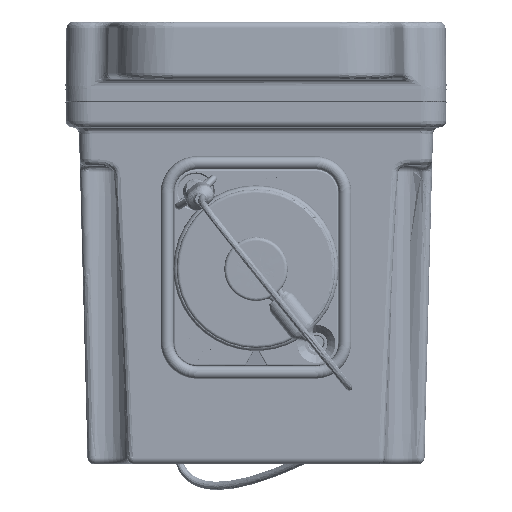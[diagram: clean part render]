
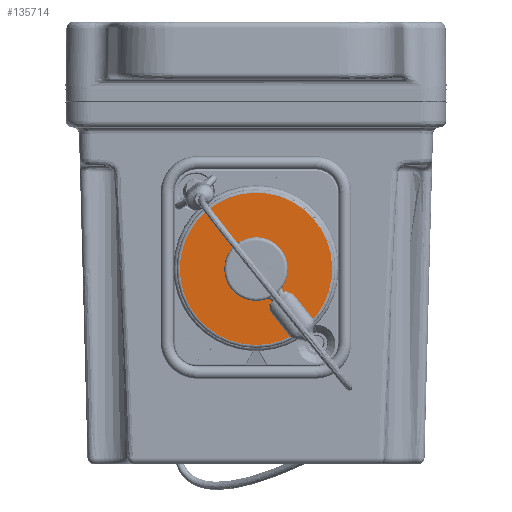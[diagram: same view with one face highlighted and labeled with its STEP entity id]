
A CAD part, left-side view. The second image highlights one B-rep face of the part: STEP entity #135714.
In plain terms, the highlighted planar face has unit normal (-1, 0, -0.026).
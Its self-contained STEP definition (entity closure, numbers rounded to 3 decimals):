
#35694=DIRECTION('',(0.021,-0.621,-0.784));
#35695=VECTOR('',#35694,5.);
#35696=CARTESIAN_POINT('',(-7.695,-5.139,
-30.871));
#35697=LINE('',#35696,#35695);
#35698=CARTESIAN_POINT('',(-7.695,-5.139,
-30.871));
#35699=CARTESIAN_POINT('',(-7.696,-5.118,
-30.845));
#35700=CARTESIAN_POINT('',(-7.697,-5.064,
-30.807));
#35701=CARTESIAN_POINT('',(-7.697,-4.96,
-30.787));
#35702=CARTESIAN_POINT('',(-7.697,-4.84,
-30.798));
#35703=CARTESIAN_POINT('',(-7.696,-4.716,
-30.836));
#35704=CARTESIAN_POINT('',(-7.695,-4.592,
-30.896));
#35705=CARTESIAN_POINT('',(-7.693,-4.509,
-30.952));
#35706=CARTESIAN_POINT('',(-7.692,-4.468,
-30.985));
#35708=CARTESIAN_POINT('',(-7.692,-4.468,
-30.985));
#35709=CARTESIAN_POINT('',(-7.691,-4.428,
-31.016));
#35710=CARTESIAN_POINT('',(-7.69,-4.351,
-31.077));
#35711=CARTESIAN_POINT('',(-7.687,-4.209,
-31.19));
#35712=CARTESIAN_POINT('',(-7.683,-4.044,
-31.321));
#35713=CARTESIAN_POINT('',(-7.679,-3.854,
-31.472));
#35714=CARTESIAN_POINT('',(-7.676,-3.68,
-31.608));
#35715=CARTESIAN_POINT('',(-7.673,-3.518,
-31.736));
#35716=CARTESIAN_POINT('',(-7.67,-3.418,
-31.815));
#35717=CARTESIAN_POINT('',(-7.669,-3.365,
-31.857));
#35719=CARTESIAN_POINT('',(-7.669,-3.365,
-31.857));
#35720=CARTESIAN_POINT('',(-7.669,-3.323,
-31.891));
#35721=CARTESIAN_POINT('',(-7.667,-3.248,
-31.96));
#35722=CARTESIAN_POINT('',(-7.664,-3.161,
-32.068));
#35723=CARTESIAN_POINT('',(-7.661,-3.097,
-32.178));
#35724=CARTESIAN_POINT('',(-7.658,-3.059,
-32.29));
#35725=CARTESIAN_POINT('',(-7.655,-3.055,
-32.398));
#35726=CARTESIAN_POINT('',(-7.654,-3.08,
-32.458));
#35727=CARTESIAN_POINT('',(-7.653,-3.1,
-32.485));
#35729=DIRECTION('',(0.021,-0.621,-0.784));
#35730=VECTOR('',#35729,5.);
#35731=CARTESIAN_POINT('',(-7.653,-3.1,
-32.485));
#35732=LINE('',#35731,#35730);
#35733=CARTESIAN_POINT('',(-7.55,-6.204,
-36.403));
#35734=CARTESIAN_POINT('',(-7.55,-6.217,
-36.419));
#35735=CARTESIAN_POINT('',(-7.549,-6.244,
-36.448));
#35736=CARTESIAN_POINT('',(-7.549,-6.278,
-36.471));
#35737=CARTESIAN_POINT('',(-7.548,-6.296,
-36.481));
#35739=CARTESIAN_POINT('',(-7.816,0.003,
-26.271));
#35740=DIRECTION('',(-1.,0.,-0.026));
#35741=DIRECTION('',(0.023,-0.502,-0.865));
#35742=AXIS2_PLACEMENT_3D('',#35739,#35740,#35741);
#35744=CARTESIAN_POINT('',(-7.816,0.003,
-26.271));
#35745=DIRECTION('',(1.,0.,0.026));
#35746=DIRECTION('',(0.023,-0.502,-0.865));
#35747=AXIS2_PLACEMENT_3D('',#35744,#35745,#35746);
#35749=CARTESIAN_POINT('',(-7.816,0.003,
-26.271));
#35750=DIRECTION('',(-1.,0.,-0.026));
#35751=DIRECTION('',(0.019,-0.692,-0.721));
#35752=AXIS2_PLACEMENT_3D('',#35749,#35750,#35751);
#35754=CARTESIAN_POINT('',(-7.589,-8.304,
-34.927));
#35755=CARTESIAN_POINT('',(-7.59,-8.299,
-34.901));
#35756=CARTESIAN_POINT('',(-7.591,-8.283,
-34.852));
#35757=CARTESIAN_POINT('',(-7.592,-8.258,
-34.809));
#35758=CARTESIAN_POINT('',(-7.593,-8.242,
-34.79));
#35769=CARTESIAN_POINT('',(-7.816,0.003,
-26.271));
#35770=DIRECTION('',(-1.,0.,-0.026));
#35771=DIRECTION('',(0.023,-0.502,-0.865));
#35772=AXIS2_PLACEMENT_3D('',#35769,#35770,#35771);
#36244=CARTESIAN_POINT('',(-7.816,0.003,
-26.271));
#36245=DIRECTION('',(1.,0.,0.026));
#36246=DIRECTION('',(0.023,-0.502,-0.865));
#36247=AXIS2_PLACEMENT_3D('',#36244,#36245,#36246);
#81474=CARTESIAN_POINT('',(-7.702,-2.506,
-30.594));
#81475=CARTESIAN_POINT('',(-7.929,2.512,
-21.947));
#81476=VERTEX_POINT('',#81474);
#81477=VERTEX_POINT('',#81475);
#81479=CARTESIAN_POINT('',(-7.544,-6.018,
-36.647));
#81481=VERTEX_POINT('',#81479);
#81483=CARTESIAN_POINT('',(-8.087,6.025,
-15.894));
#81485=VERTEX_POINT('',#81483);
#81810=CARTESIAN_POINT('',(-7.695,-5.139,
-30.871));
#81811=CARTESIAN_POINT('',(-7.593,-8.242,
-34.79));
#81812=VERTEX_POINT('',#81810);
#81813=VERTEX_POINT('',#81811);
#81814=CARTESIAN_POINT('',(-7.653,-3.1,
-32.485));
#81815=CARTESIAN_POINT('',(-7.55,-6.204,
-36.403));
#81816=VERTEX_POINT('',#81814);
#81817=VERTEX_POINT('',#81815);
#81818=VERTEX_POINT('',#35737);
#81819=VERTEX_POINT('',#35754);
#81820=VERTEX_POINT('',#35719);
#81821=VERTEX_POINT('',#35708);
#135685=CARTESIAN_POINT('',(-7.816,0.003,
-26.271));
#135686=DIRECTION('',(1.,0.,0.026));
#135687=DIRECTION('',(-0.023,0.502,0.865));
#135688=AXIS2_PLACEMENT_3D('',#135685,#135686,#135687);
#135689=PLANE('',#135688);
#135691=ORIENTED_EDGE('',*,*,#135690,.F.);
#135693=ORIENTED_EDGE('',*,*,#135692,.T.);
#135695=ORIENTED_EDGE('',*,*,#135694,.T.);
#135697=ORIENTED_EDGE('',*,*,#135696,.T.);
#135699=ORIENTED_EDGE('',*,*,#135698,.T.);
#135700=ORIENTED_EDGE('',*,*,#135671,.T.);
#135701=ORIENTED_EDGE('',*,*,#135589,.F.);
#135702=ORIENTED_EDGE('',*,*,#135568,.T.);
#135703=ORIENTED_EDGE('',*,*,#135584,.F.);
#135705=ORIENTED_EDGE('',*,*,#135704,.T.);
#135706=EDGE_LOOP('',(#135691,#135693,#135695,#135697,#135699,#135700,#135701,
#135702,#135703,#135705));
#135707=FACE_OUTER_BOUND('',#135706,.F.);
#135709=ORIENTED_EDGE('',*,*,#135708,.T.);
#135711=ORIENTED_EDGE('',*,*,#135710,.F.);
#135712=EDGE_LOOP('',(#135709,#135711));
#135713=FACE_BOUND('',#135712,.F.);
#135714=ADVANCED_FACE('',(#135707,#135713),#135689,.F.);
#35707=B_SPLINE_CURVE_WITH_KNOTS('',3,(#35698,#35699,#35700,#35701,#35702,
#35703,#35704,#35705,#35706),.UNSPECIFIED.,.F.,.F.,(4,1,1,1,1,1,4),(0.,
0.167,0.333,0.5,0.667,0.833,
1.),.UNSPECIFIED.);
#35718=B_SPLINE_CURVE_WITH_KNOTS('',3,(#35708,#35709,#35710,#35711,#35712,
#35713,#35714,#35715,#35716,#35717),.UNSPECIFIED.,.F.,.F.,(4,1,1,1,1,1,1,4),(
0.,0.094,0.188,0.375,0.563,0.75,0.875,1.),.UNSPECIFIED.);
#35728=B_SPLINE_CURVE_WITH_KNOTS('',3,(#35719,#35720,#35721,#35722,#35723,
#35724,#35725,#35726,#35727),.UNSPECIFIED.,.F.,.F.,(4,1,1,1,1,1,4),(0.,
0.167,0.333,0.5,0.667,0.833,
1.),.UNSPECIFIED.);
#35738=B_SPLINE_CURVE_WITH_KNOTS('',3,(#35733,#35734,#35735,#35736,#35737),
.UNSPECIFIED.,.F.,.F.,(4,1,4),(0.,0.5,1.),.UNSPECIFIED.);
#35743=CIRCLE('',#35742,12.);
#35748=CIRCLE('',#35747,12.);
#35753=CIRCLE('',#35752,12.);
#35759=B_SPLINE_CURVE_WITH_KNOTS('',3,(#35754,#35755,#35756,#35757,#35758),
.UNSPECIFIED.,.F.,.F.,(4,1,4),(0.,0.5,1.),.UNSPECIFIED.);
#35773=CIRCLE('',#35772,5.);
#36248=CIRCLE('',#36247,5.);
#135568=EDGE_CURVE('',#81481,#81485,#35748,.T.);
#135584=EDGE_CURVE('',#81819,#81485,#35753,.T.);
#135589=EDGE_CURVE('',#81481,#81818,#35743,.T.);
#135671=EDGE_CURVE('',#81817,#81818,#35738,.T.);
#135690=EDGE_CURVE('',#81812,#81813,#35697,.T.);
#135692=EDGE_CURVE('',#81812,#81821,#35707,.T.);
#135694=EDGE_CURVE('',#81821,#81820,#35718,.T.);
#135696=EDGE_CURVE('',#81820,#81816,#35728,.T.);
#135698=EDGE_CURVE('',#81816,#81817,#35732,.T.);
#135704=EDGE_CURVE('',#81819,#81813,#35759,.T.);
#135708=EDGE_CURVE('',#81476,#81477,#35773,.T.);
#135710=EDGE_CURVE('',#81476,#81477,#36248,.T.);
